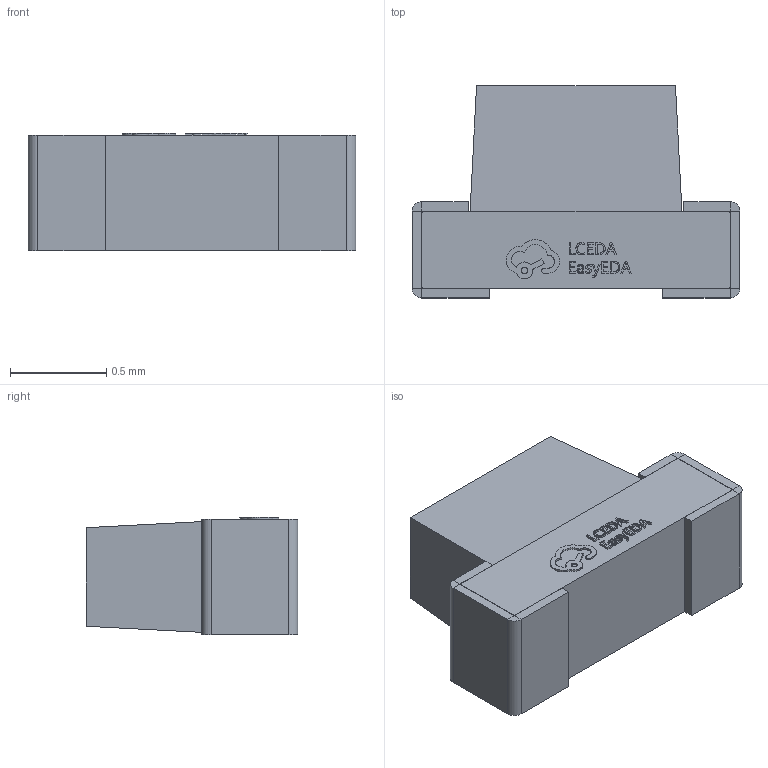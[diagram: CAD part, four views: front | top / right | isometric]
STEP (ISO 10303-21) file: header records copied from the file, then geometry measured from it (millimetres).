
FILE_DESCRIPTION (( 'STEP AP214' ), '1' );
FILE_NAME ('LED-SMD_L1.7-W1.1-R-RD_RED.step', '2022-07-08T12:29:16', ( '' ), ( '' ), 'SwSTEP 2.0', 'SolidWorks 2020', '' );
FILE_SCHEMA (( 'AUTOMOTIVE_DESIGN' ));
Length unit declared in the file: millimetre
Products named in the file (1): LED-SMD_L1.7-W1.1-R-RD_RED
Bounding box: 1.7 x 1.1 x 0.61 mm (x, y, z)
Volume: 0.8 mm3; surface area: 9.9 mm2
Topology: 4 solids, 4 shells, 336 faces, 874 edges, 572 vertices
Faces by surface type: plane 217, bspline 111, cylinder 8
Entity records: 13988 total; most frequent: CARTESIAN_POINT 3481, ORIENTED_EDGE 1748, DIRECTION 1075, EDGE_CURVE 874, LINE 591, VECTOR 591, VERTEX_POINT 572, EDGE_LOOP 362
